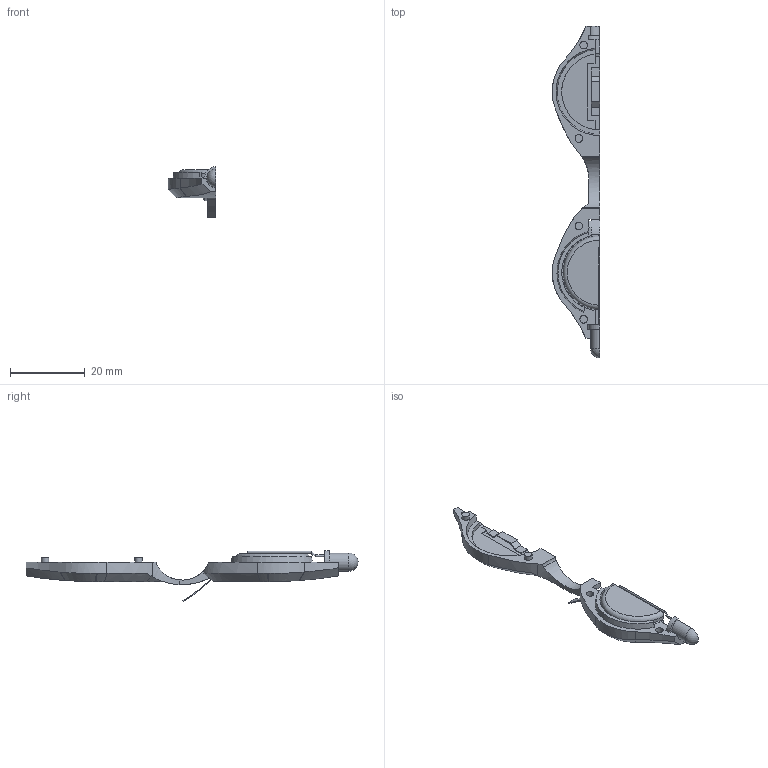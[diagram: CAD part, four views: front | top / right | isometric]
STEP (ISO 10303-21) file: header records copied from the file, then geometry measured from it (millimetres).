
FILE_DESCRIPTION(/* description */ (''),/* implementation_level */ '2;1');
FILE_NAME(/* name */ 'v light 1.step',/* time_stamp */ '2025-08-14T19:17:58-04:00',/* author */ (''),/* organization */ (''),/* preprocessor_version */ 'ST-DEVELOPER v20.1',/* originating_system */ 'Autodesk Translation Framework v14.10.0.0',/* authorisation */ '');
FILE_SCHEMA (('AUTOMOTIVE_DESIGN { 1 0 10303 214 3 1 1 }'));
Length unit declared in the file: inch
Products named in the file (7): v light (v1~recovered); case; led; paper; spring; battery; Component7
Assembly tree (6 placements, depth 3):
  v light (v1~recovered)
    case
    led
    paper
    spring
    battery
      Component7
Bounding box: 12.7 x 88.6 x 13.52 mm (x, y, z)
Volume: 2697.3 mm3; surface area: 3509.4 mm2
Topology: 6 solids, 6 shells, 138 faces, 360 edges, 237 vertices
Faces by surface type: plane 82, cylinder 35, bspline 14, cone 4, torus 2, sphere 1
Full cylindrical faces by diameter (mm): 2.032 x4
Entity records: 4819 total; most frequent: CARTESIAN_POINT 1262, ORIENTED_EDGE 718, DIRECTION 676, EDGE_CURVE 359, VERTEX_POINT 237, LINE 232, VECTOR 232, AXIS2_PLACEMENT_3D 222
